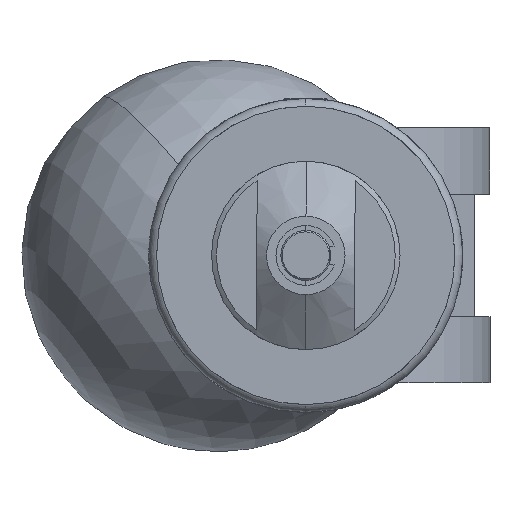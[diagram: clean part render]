
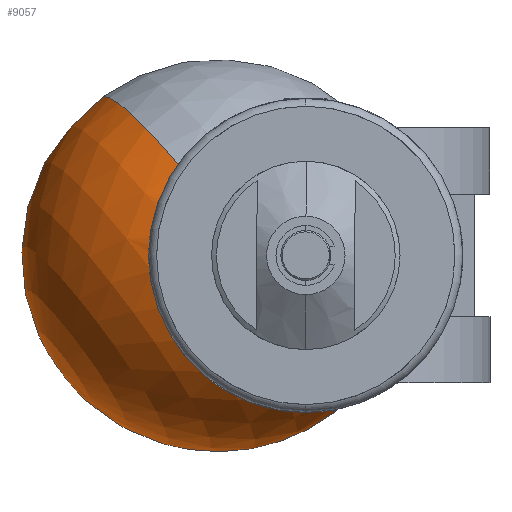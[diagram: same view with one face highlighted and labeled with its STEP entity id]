
A CAD part, left-side view. The second image highlights one B-rep face of the part: STEP entity #9057.
In plain terms, the highlighted spherical face has radius 15.875 mm.
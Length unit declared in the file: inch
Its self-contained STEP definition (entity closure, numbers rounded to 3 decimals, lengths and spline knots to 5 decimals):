
#153 = DIRECTION ( 'NONE',  ( 0., -0.59, -0.808 ) ) ;
#853 = VERTEX_POINT ( 'NONE', #11778 ) ;
#1222 = CARTESIAN_POINT ( 'NONE',  ( 5.72539, 0.28004, 0. ) ) ;
#1839 = DIRECTION ( 'NONE',  ( 0.988, 0.156, 0. ) ) ;
#1858 = DIRECTION ( 'NONE',  ( 0., 0.59, 0.808 ) ) ;
#2210 = VERTEX_POINT ( 'NONE', #4081 ) ;
#2236 = ORIENTED_EDGE ( 'NONE', *, *, #5820, .F. ) ;
#2854 = AXIS2_PLACEMENT_3D ( 'NONE', #1222, #14079, #153 ) ;
#3134 = AXIS2_PLACEMENT_3D ( 'NONE', #9432, #1839, #8502 ) ;
#3536 = DIRECTION ( 'NONE',  ( 0.092, -0.578, -0.811 ) ) ;
#4038 = CARTESIAN_POINT ( 'NONE',  ( 5.13674, 0.3349, 0.20274 ) ) ;
#4081 = CARTESIAN_POINT ( 'NONE',  ( 5.1825, 0.04597, -0.20274 ) ) ;
#4489 = CIRCLE ( 'NONE', #12502, 0.25 ) ;
#4832 = ORIENTED_EDGE ( 'NONE', *, *, #9486, .T. ) ;
#4970 = CIRCLE ( 'NONE', #2854, 0.625 ) ;
#5268 = EDGE_CURVE ( 'NONE', #853, #2210, #13634, .T. ) ;
#5820 = EDGE_CURVE ( 'NONE', #853, #6946, #4970, .T. ) ;
#5995 = AXIS2_PLACEMENT_3D ( 'NONE', #10157, #13356, #3536 ) ;
#6158 = ORIENTED_EDGE ( 'NONE', *, *, #5268, .T. ) ;
#6170 = DIRECTION ( 'NONE',  ( 0.127, -0.801, 0.585 ) ) ;
#6946 = VERTEX_POINT ( 'NONE', #4038 ) ;
#7405 = EDGE_CURVE ( 'NONE', #9309, #6946, #4489, .T. ) ;
#7881 = SPHERICAL_SURFACE ( 'NONE', #5995, 0.625 ) ;
#7946 = AXIS2_PLACEMENT_3D ( 'NONE', #8520, #10365, #1858 ) ;
#8502 = DIRECTION ( 'NONE',  ( 0.127, -0.801, 0.585 ) ) ;
#8520 = CARTESIAN_POINT ( 'NONE',  ( 5.72539, 0.28004, 0. ) ) ;
#9057 = ADVANCED_FACE ( 'NONE', ( #13290 ), #7881, .T. ) ;
#9309 = VERTEX_POINT ( 'NONE', #10918 ) ;
#9432 = CARTESIAN_POINT ( 'NONE',  ( 5.15962, 0.19044, 0. ) ) ;
#9486 = EDGE_CURVE ( 'NONE', #2210, #9309, #9593, .T. ) ;
#9593 = CIRCLE ( 'NONE', #3134, 0.25 ) ;
#10146 = ORIENTED_EDGE ( 'NONE', *, *, #7405, .T. ) ;
#10157 = CARTESIAN_POINT ( 'NONE',  ( 5.72539, 0.28004, 0. ) ) ;
#10365 = DIRECTION ( 'NONE',  ( -0.127, 0.801, -0.585 ) ) ;
#10918 = CARTESIAN_POINT ( 'NONE',  ( 5.12791, 0.39068, -0.14627 ) ) ;
#11778 = CARTESIAN_POINT ( 'NONE',  ( 6.3427, 0.37782, 0. ) ) ;
#12502 = AXIS2_PLACEMENT_3D ( 'NONE', #13027, #13802, #6170 ) ;
#13027 = CARTESIAN_POINT ( 'NONE',  ( 5.15962, 0.19044, 0. ) ) ;
#13290 = FACE_OUTER_BOUND ( 'NONE', #13755, .T. ) ;
#13356 = DIRECTION ( 'NONE',  ( 0.127, -0.801, 0.585 ) ) ;
#13634 = CIRCLE ( 'NONE', #7946, 0.625 ) ;
#13755 = EDGE_LOOP ( 'NONE', ( #2236, #6158, #4832, #10146 ) ) ;
#13802 = DIRECTION ( 'NONE',  ( 0.988, 0.156, 0. ) ) ;
#14079 = DIRECTION ( 'NONE',  ( 0.127, -0.801, 0.585 ) ) ;
